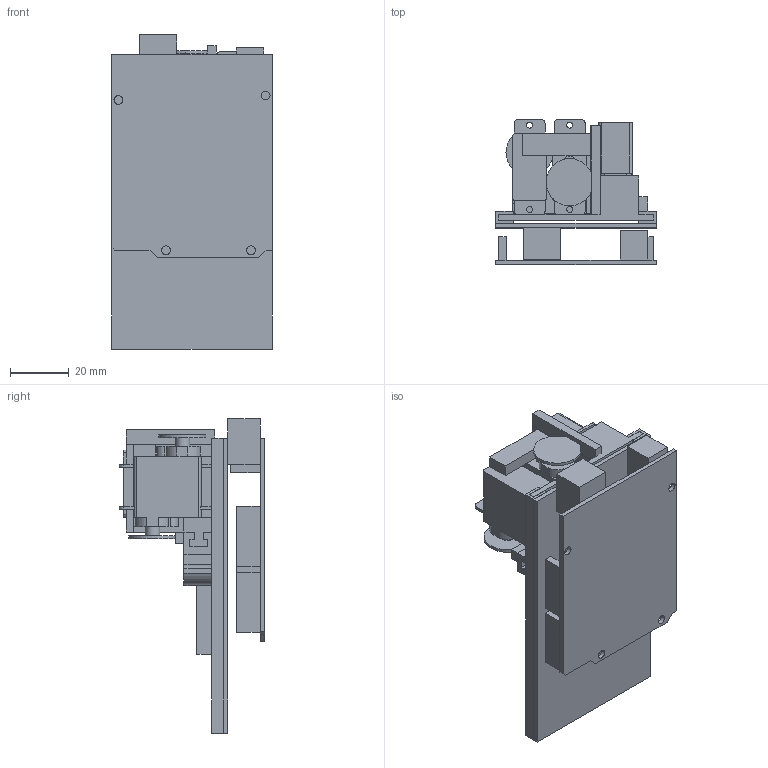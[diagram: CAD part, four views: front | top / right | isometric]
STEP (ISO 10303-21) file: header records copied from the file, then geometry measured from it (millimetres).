
FILE_DESCRIPTION (( 'STEP AP203' ), '1' );
FILE_NAME ('Assem1.STEP', '2013-12-18T22:23:01', ( 'Tiago' ), ( '' ), 'SwSTEP 2.0', 'SolidWorks 2012', '' );
FILE_SCHEMA (( 'CONFIG_CONTROL_DESIGN' ));
Length unit declared in the file: millimetre
Products named in the file (7): Assem1; MockGantry1_pt4; MockGantry1_pt3; MockGantry1_pt2; MockGantry1_pt1; arduino; futuba_hs55
Assembly tree (8 placements, depth 2):
  Assem1
    futuba_hs55  x3
    arduino
    MockGantry1_pt1
    MockGantry1_pt2
    MockGantry1_pt3
    MockGantry1_pt4
Bounding box: 54.5 x 49.26 x 106.54 mm (x, y, z)
Volume: 56062.1 mm3; surface area: 50864.5 mm2
Topology: 16 solids, 16 shells, 311 faces, 811 edges, 539 vertices
Faces by surface type: plane 236, cylinder 75
Entity records: 7410 total; most frequent: CARTESIAN_POINT 1170, ORIENTED_EDGE 1130, DIRECTION 1099, EDGE_CURVE 565, LINE 491, VECTOR 491, VERTEX_POINT 375, AXIS2_PLACEMENT_3D 304
